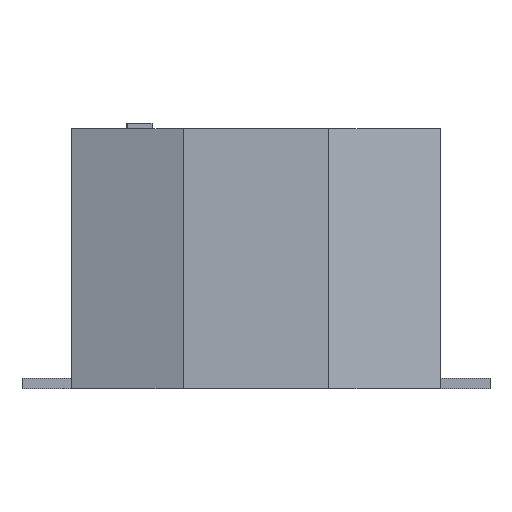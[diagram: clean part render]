
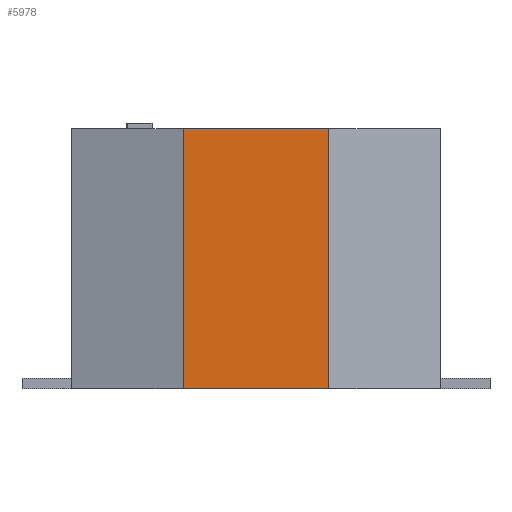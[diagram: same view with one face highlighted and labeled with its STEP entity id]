
A CAD part, front view. The second image highlights one B-rep face of the part: STEP entity #5978.
In plain terms, the highlighted planar face has unit normal (0, -1, 0).
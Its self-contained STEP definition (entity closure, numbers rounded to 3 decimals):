
#1506 = PLANE('',#1507);
#1507 = AXIS2_PLACEMENT_3D('',#1508,#1509,#1510);
#1508 = CARTESIAN_POINT('',(0.,0.,5.));
#1509 = DIRECTION('',(0.,0.,1.));
#1510 = DIRECTION('',(1.,0.,0.));
#1560 = PLANE('',#1561);
#1561 = AXIS2_PLACEMENT_3D('',#1562,#1563,#1564);
#1562 = CARTESIAN_POINT('',(0.,0.,0.));
#1563 = DIRECTION('',(0.,0.,1.));
#1564 = DIRECTION('',(1.,0.,0.));
#1638 = PLANE('',#1639);
#1639 = AXIS2_PLACEMENT_3D('',#1640,#1641,#1642);
#1640 = CARTESIAN_POINT('',(-3.55,-2.25,0.));
#1641 = DIRECTION('',(0.329,0.944,0.));
#1642 = DIRECTION('',(0.944,-0.329,0.));
#2078 = VERTEX_POINT('',#2079);
#2079 = CARTESIAN_POINT('',(-1.4,-3.,0.));
#2100 = EDGE_CURVE('',#2078,#2101,#2103,.T.);
#2101 = VERTEX_POINT('',#2102);
#2102 = CARTESIAN_POINT('',(1.4,-3.,0.));
#2103 = SURFACE_CURVE('',#2104,(#2108,#2115),.PCURVE_S1.);
#2104 = LINE('',#2105,#2106);
#2105 = CARTESIAN_POINT('',(-1.4,-3.,0.));
#2106 = VECTOR('',#2107,1.);
#2107 = DIRECTION('',(1.,0.,0.));
#2108 = PCURVE('',#1560,#2109);
#2109 = DEFINITIONAL_REPRESENTATION('',(#2110),#2114);
#2110 = LINE('',#2111,#2112);
#2111 = CARTESIAN_POINT('',(-1.4,-3.));
#2112 = VECTOR('',#2113,1.);
#2113 = DIRECTION('',(1.,0.));
#2114 = ( GEOMETRIC_REPRESENTATION_CONTEXT(2) 
PARAMETRIC_REPRESENTATION_CONTEXT() REPRESENTATION_CONTEXT('2D SPACE',''
  ) );
#2115 = PCURVE('',#2116,#2121);
#2116 = PLANE('',#2117);
#2117 = AXIS2_PLACEMENT_3D('',#2118,#2119,#2120);
#2118 = CARTESIAN_POINT('',(-1.4,-3.,0.));
#2119 = DIRECTION('',(0.,1.,0.));
#2120 = DIRECTION('',(1.,0.,0.));
#2121 = DEFINITIONAL_REPRESENTATION('',(#2122),#2126);
#2122 = LINE('',#2123,#2124);
#2123 = CARTESIAN_POINT('',(0.,0.));
#2124 = VECTOR('',#2125,1.);
#2125 = DIRECTION('',(1.,0.));
#2126 = ( GEOMETRIC_REPRESENTATION_CONTEXT(2) 
PARAMETRIC_REPRESENTATION_CONTEXT() REPRESENTATION_CONTEXT('2D SPACE',''
  ) );
#2144 = PLANE('',#2145);
#2145 = AXIS2_PLACEMENT_3D('',#2146,#2147,#2148);
#2146 = CARTESIAN_POINT('',(1.4,-3.,0.));
#2147 = DIRECTION('',(-0.329,0.944,0.));
#2148 = DIRECTION('',(0.944,0.329,0.));
#2426 = VERTEX_POINT('',#2427);
#2427 = CARTESIAN_POINT('',(-1.4,-3.,5.));
#2448 = EDGE_CURVE('',#2426,#2449,#2451,.T.);
#2449 = VERTEX_POINT('',#2450);
#2450 = CARTESIAN_POINT('',(1.4,-3.,5.));
#2451 = SURFACE_CURVE('',#2452,(#2456,#2463),.PCURVE_S1.);
#2452 = LINE('',#2453,#2454);
#2453 = CARTESIAN_POINT('',(-1.4,-3.,5.));
#2454 = VECTOR('',#2455,1.);
#2455 = DIRECTION('',(1.,0.,0.));
#2456 = PCURVE('',#1506,#2457);
#2457 = DEFINITIONAL_REPRESENTATION('',(#2458),#2462);
#2458 = LINE('',#2459,#2460);
#2459 = CARTESIAN_POINT('',(-1.4,-3.));
#2460 = VECTOR('',#2461,1.);
#2461 = DIRECTION('',(1.,0.));
#2462 = ( GEOMETRIC_REPRESENTATION_CONTEXT(2) 
PARAMETRIC_REPRESENTATION_CONTEXT() REPRESENTATION_CONTEXT('2D SPACE',''
  ) );
#2463 = PCURVE('',#2116,#2464);
#2464 = DEFINITIONAL_REPRESENTATION('',(#2465),#2469);
#2465 = LINE('',#2466,#2467);
#2466 = CARTESIAN_POINT('',(0.,-5.));
#2467 = VECTOR('',#2468,1.);
#2468 = DIRECTION('',(1.,0.));
#2469 = ( GEOMETRIC_REPRESENTATION_CONTEXT(2) 
PARAMETRIC_REPRESENTATION_CONTEXT() REPRESENTATION_CONTEXT('2D SPACE',''
  ) );
#5492 = EDGE_CURVE('',#2078,#2426,#5493,.T.);
#5493 = SURFACE_CURVE('',#5494,(#5498,#5505),.PCURVE_S1.);
#5494 = LINE('',#5495,#5496);
#5495 = CARTESIAN_POINT('',(-1.4,-3.,0.));
#5496 = VECTOR('',#5497,1.);
#5497 = DIRECTION('',(0.,0.,1.));
#5498 = PCURVE('',#1638,#5499);
#5499 = DEFINITIONAL_REPRESENTATION('',(#5500),#5504);
#5500 = LINE('',#5501,#5502);
#5501 = CARTESIAN_POINT('',(2.277,0.));
#5502 = VECTOR('',#5503,1.);
#5503 = DIRECTION('',(0.,-1.));
#5504 = ( GEOMETRIC_REPRESENTATION_CONTEXT(2) 
PARAMETRIC_REPRESENTATION_CONTEXT() REPRESENTATION_CONTEXT('2D SPACE',''
  ) );
#5505 = PCURVE('',#2116,#5506);
#5506 = DEFINITIONAL_REPRESENTATION('',(#5507),#5511);
#5507 = LINE('',#5508,#5509);
#5508 = CARTESIAN_POINT('',(0.,0.));
#5509 = VECTOR('',#5510,1.);
#5510 = DIRECTION('',(0.,-1.));
#5511 = ( GEOMETRIC_REPRESENTATION_CONTEXT(2) 
PARAMETRIC_REPRESENTATION_CONTEXT() REPRESENTATION_CONTEXT('2D SPACE',''
  ) );
#5955 = EDGE_CURVE('',#2101,#2449,#5956,.T.);
#5956 = SURFACE_CURVE('',#5957,(#5961,#5968),.PCURVE_S1.);
#5957 = LINE('',#5958,#5959);
#5958 = CARTESIAN_POINT('',(1.4,-3.,0.));
#5959 = VECTOR('',#5960,1.);
#5960 = DIRECTION('',(0.,0.,1.));
#5961 = PCURVE('',#2144,#5962);
#5962 = DEFINITIONAL_REPRESENTATION('',(#5963),#5967);
#5963 = LINE('',#5964,#5965);
#5964 = CARTESIAN_POINT('',(0.,0.));
#5965 = VECTOR('',#5966,1.);
#5966 = DIRECTION('',(0.,-1.));
#5967 = ( GEOMETRIC_REPRESENTATION_CONTEXT(2) 
PARAMETRIC_REPRESENTATION_CONTEXT() REPRESENTATION_CONTEXT('2D SPACE',''
  ) );
#5968 = PCURVE('',#2116,#5969);
#5969 = DEFINITIONAL_REPRESENTATION('',(#5970),#5974);
#5970 = LINE('',#5971,#5972);
#5971 = CARTESIAN_POINT('',(2.8,0.));
#5972 = VECTOR('',#5973,1.);
#5973 = DIRECTION('',(0.,-1.));
#5974 = ( GEOMETRIC_REPRESENTATION_CONTEXT(2) 
PARAMETRIC_REPRESENTATION_CONTEXT() REPRESENTATION_CONTEXT('2D SPACE',''
  ) );
#5978 = ADVANCED_FACE('',(#5979),#2116,.F.);
#5979 = FACE_BOUND('',#5980,.F.);
#5980 = EDGE_LOOP('',(#5981,#5982,#5983,#5984));
#5981 = ORIENTED_EDGE('',*,*,#5492,.T.);
#5982 = ORIENTED_EDGE('',*,*,#2448,.T.);
#5983 = ORIENTED_EDGE('',*,*,#5955,.F.);
#5984 = ORIENTED_EDGE('',*,*,#2100,.F.);
